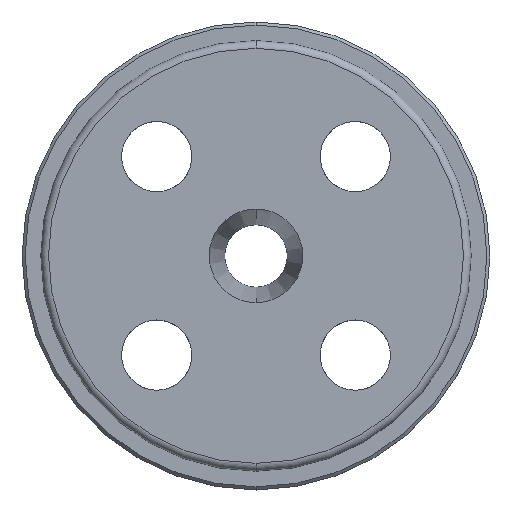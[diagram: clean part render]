
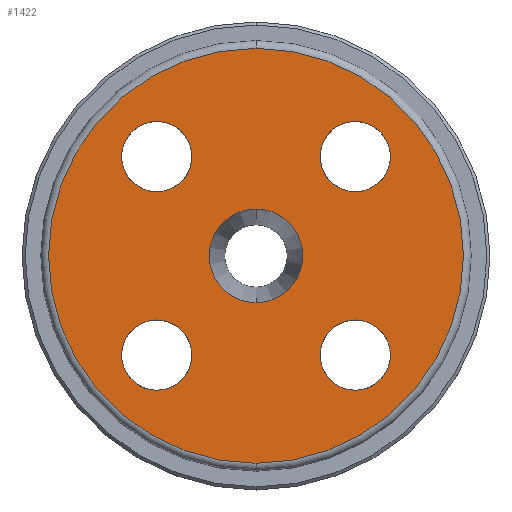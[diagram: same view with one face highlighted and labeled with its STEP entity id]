
A CAD part, top view. The second image highlights one B-rep face of the part: STEP entity #1422.
In plain terms, the highlighted planar face has unit normal (0, 0, 1).
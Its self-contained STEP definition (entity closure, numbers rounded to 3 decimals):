
#101=CARTESIAN_POINT('',(0.,0.,0.));
#102=DIRECTION('',(0.,0.,1.));
#103=DIRECTION('',(0.,1.,0.));
#104=AXIS2_PLACEMENT_3D('',#101,#102,#103);
#106=CARTESIAN_POINT('',(0.,0.,0.));
#107=DIRECTION('',(0.,0.,1.));
#108=DIRECTION('',(0.,-1.,0.));
#109=AXIS2_PLACEMENT_3D('',#106,#107,#108);
#111=CARTESIAN_POINT('',(0.,0.,0.));
#112=DIRECTION('',(0.,0.,-1.));
#113=DIRECTION('',(0.,1.,0.));
#114=AXIS2_PLACEMENT_3D('',#111,#112,#113);
#116=CARTESIAN_POINT('',(0.,0.,0.));
#117=DIRECTION('',(0.,0.,-1.));
#118=DIRECTION('',(0.,-1.,0.));
#119=AXIS2_PLACEMENT_3D('',#116,#117,#118);
#121=CARTESIAN_POINT('',(6.364,6.364,0.));
#122=DIRECTION('',(0.,0.,-1.));
#123=DIRECTION('',(1.,0.,0.));
#124=AXIS2_PLACEMENT_3D('',#121,#122,#123);
#126=CARTESIAN_POINT('',(6.364,6.364,0.));
#127=DIRECTION('',(0.,0.,-1.));
#128=DIRECTION('',(-1.,0.,0.));
#129=AXIS2_PLACEMENT_3D('',#126,#127,#128);
#131=CARTESIAN_POINT('',(6.364,-6.364,0.));
#132=DIRECTION('',(0.,0.,-1.));
#133=DIRECTION('',(0.,-1.,0.));
#134=AXIS2_PLACEMENT_3D('',#131,#132,#133);
#136=CARTESIAN_POINT('',(6.364,-6.364,0.));
#137=DIRECTION('',(0.,0.,-1.));
#138=DIRECTION('',(0.,1.,0.));
#139=AXIS2_PLACEMENT_3D('',#136,#137,#138);
#141=CARTESIAN_POINT('',(-6.364,-6.364,0.));
#142=DIRECTION('',(0.,0.,-1.));
#143=DIRECTION('',(-1.,0.,0.));
#144=AXIS2_PLACEMENT_3D('',#141,#142,#143);
#146=CARTESIAN_POINT('',(-6.364,-6.364,0.));
#147=DIRECTION('',(0.,0.,-1.));
#148=DIRECTION('',(1.,0.,0.));
#149=AXIS2_PLACEMENT_3D('',#146,#147,#148);
#151=CARTESIAN_POINT('',(-6.364,6.364,0.));
#152=DIRECTION('',(0.,0.,-1.));
#153=DIRECTION('',(0.,1.,0.));
#154=AXIS2_PLACEMENT_3D('',#151,#152,#153);
#156=CARTESIAN_POINT('',(-6.364,6.364,0.));
#157=DIRECTION('',(0.,0.,-1.));
#158=DIRECTION('',(0.,-1.,0.));
#159=AXIS2_PLACEMENT_3D('',#156,#157,#158);
#1078=CARTESIAN_POINT('',(0.,3.,0.));
#1079=CARTESIAN_POINT('',(0.,-3.,0.));
#1080=VERTEX_POINT('',#1078);
#1081=VERTEX_POINT('',#1079);
#1082=CARTESIAN_POINT('',(8.614,6.364,0.));
#1083=CARTESIAN_POINT('',(4.114,6.364,0.));
#1084=VERTEX_POINT('',#1082);
#1085=VERTEX_POINT('',#1083);
#1086=CARTESIAN_POINT('',(6.364,-8.614,0.));
#1087=CARTESIAN_POINT('',(6.364,-4.114,0.));
#1088=VERTEX_POINT('',#1086);
#1089=VERTEX_POINT('',#1087);
#1090=CARTESIAN_POINT('',(-8.614,-6.364,0.));
#1091=CARTESIAN_POINT('',(-4.114,-6.364,0.));
#1092=VERTEX_POINT('',#1090);
#1093=VERTEX_POINT('',#1091);
#1094=CARTESIAN_POINT('',(-6.364,8.614,0.));
#1095=CARTESIAN_POINT('',(-6.364,4.114,0.));
#1096=VERTEX_POINT('',#1094);
#1097=VERTEX_POINT('',#1095);
#1098=CARTESIAN_POINT('',(0.,13.3,0.));
#1099=CARTESIAN_POINT('',(0.,-13.3,0.));
#1100=VERTEX_POINT('',#1098);
#1101=VERTEX_POINT('',#1099);
#1382=CARTESIAN_POINT('',(0.,0.,0.));
#1383=DIRECTION('',(0.,0.,-1.));
#1384=DIRECTION('',(0.,-1.,0.));
#1385=AXIS2_PLACEMENT_3D('',#1382,#1383,#1384);
#1386=PLANE('',#1385);
#1387=ORIENTED_EDGE('',*,*,#1372,.F.);
#1389=ORIENTED_EDGE('',*,*,#1388,.F.);
#1390=EDGE_LOOP('',(#1387,#1389));
#1391=FACE_OUTER_BOUND('',#1390,.F.);
#1393=ORIENTED_EDGE('',*,*,#1392,.F.);
#1395=ORIENTED_EDGE('',*,*,#1394,.F.);
#1396=EDGE_LOOP('',(#1393,#1395));
#1397=FACE_BOUND('',#1396,.F.);
#1399=ORIENTED_EDGE('',*,*,#1398,.F.);
#1401=ORIENTED_EDGE('',*,*,#1400,.F.);
#1402=EDGE_LOOP('',(#1399,#1401));
#1403=FACE_BOUND('',#1402,.F.);
#1405=ORIENTED_EDGE('',*,*,#1404,.F.);
#1407=ORIENTED_EDGE('',*,*,#1406,.F.);
#1408=EDGE_LOOP('',(#1405,#1407));
#1409=FACE_BOUND('',#1408,.F.);
#1411=ORIENTED_EDGE('',*,*,#1410,.F.);
#1413=ORIENTED_EDGE('',*,*,#1412,.F.);
#1414=EDGE_LOOP('',(#1411,#1413));
#1415=FACE_BOUND('',#1414,.F.);
#1417=ORIENTED_EDGE('',*,*,#1416,.F.);
#1419=ORIENTED_EDGE('',*,*,#1418,.F.);
#1420=EDGE_LOOP('',(#1417,#1419));
#1421=FACE_BOUND('',#1420,.F.);
#105=CIRCLE('',#104,13.3);
#110=CIRCLE('',#109,13.3);
#115=CIRCLE('',#114,3.);
#120=CIRCLE('',#119,3.);
#125=CIRCLE('',#124,2.25);
#130=CIRCLE('',#129,2.25);
#135=CIRCLE('',#134,2.25);
#140=CIRCLE('',#139,2.25);
#145=CIRCLE('',#144,2.25);
#150=CIRCLE('',#149,2.25);
#155=CIRCLE('',#154,2.25);
#160=CIRCLE('',#159,2.25);
#1372=EDGE_CURVE('',#1100,#1101,#105,.T.);
#1388=EDGE_CURVE('',#1101,#1100,#110,.T.);
#1392=EDGE_CURVE('',#1080,#1081,#115,.T.);
#1394=EDGE_CURVE('',#1081,#1080,#120,.T.);
#1398=EDGE_CURVE('',#1084,#1085,#125,.T.);
#1400=EDGE_CURVE('',#1085,#1084,#130,.T.);
#1404=EDGE_CURVE('',#1088,#1089,#135,.T.);
#1406=EDGE_CURVE('',#1089,#1088,#140,.T.);
#1410=EDGE_CURVE('',#1092,#1093,#145,.T.);
#1412=EDGE_CURVE('',#1093,#1092,#150,.T.);
#1416=EDGE_CURVE('',#1096,#1097,#155,.T.);
#1418=EDGE_CURVE('',#1097,#1096,#160,.T.);
#1422=ADVANCED_FACE('',(#1391,#1397,#1403,#1409,#1415,#1421),#1386,.F.);
